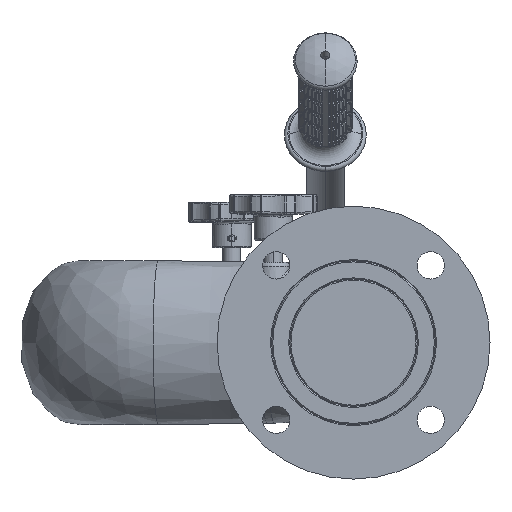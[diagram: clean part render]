
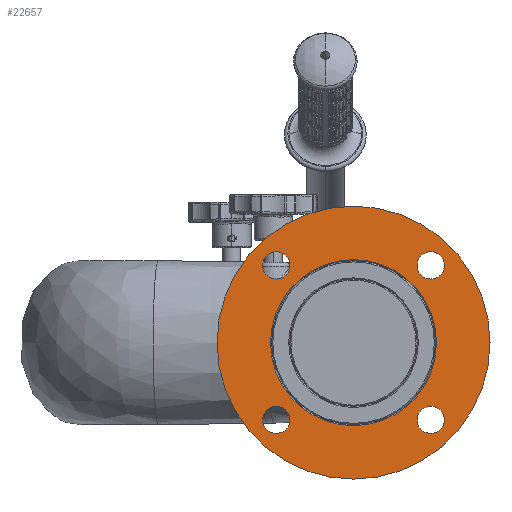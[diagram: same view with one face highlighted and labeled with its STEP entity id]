
A CAD part, front view. The second image highlights one B-rep face of the part: STEP entity #22657.
In plain terms, the highlighted planar face has unit normal (0, -1, 0).
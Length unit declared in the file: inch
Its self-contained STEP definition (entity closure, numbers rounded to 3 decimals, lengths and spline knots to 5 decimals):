
#9390 = CARTESIAN_POINT ( 'NONE',  ( 0., -6.8649, -3.75 ) ) ;
#9391 = CARTESIAN_POINT ( 'NONE',  ( 0., -6.8649, 3.75 ) ) ;
#9394 = CARTESIAN_POINT ( 'NONE',  ( 2.12132, -6.8649, 1.74632 ) ) ;
#9395 = CARTESIAN_POINT ( 'NONE',  ( 2.12132, -6.8649, 2.49632 ) ) ;
#9398 = CARTESIAN_POINT ( 'NONE',  ( -2.12132, -6.8649, 1.74632 ) ) ;
#9399 = CARTESIAN_POINT ( 'NONE',  ( -2.12132, -6.8649, 2.49632 ) ) ;
#9402 = CARTESIAN_POINT ( 'NONE',  ( -2.12132, -6.8649, -2.49632 ) ) ;
#9403 = CARTESIAN_POINT ( 'NONE',  ( -2.12132, -6.8649, -1.74632 ) ) ;
#9406 = CARTESIAN_POINT ( 'NONE',  ( 2.12132, -6.8649, -2.49632 ) ) ;
#9407 = CARTESIAN_POINT ( 'NONE',  ( 2.12132, -6.8649, -1.74632 ) ) ;
#9418 = CARTESIAN_POINT ( 'NONE',  ( 0., -6.8649, 2.281 ) ) ;
#9419 = CARTESIAN_POINT ( 'NONE',  ( 0., -6.8649, -2.281 ) ) ;
#22657 = ADVANCED_FACE ( 'NONE', ( #75761, #75764, #75766, #75768, #75762, #75757 ), #74548, .T. ) ;
#27550 = CIRCLE ( 'NONE', #132696, 3.75 ) ;
#27565 = CIRCLE ( 'NONE', #132702, 0.375 ) ;
#27578 = CIRCLE ( 'NONE', #132708, 0.375 ) ;
#27592 = CIRCLE ( 'NONE', #132716, 0.375 ) ;
#27608 = CIRCLE ( 'NONE', #132723, 0.375 ) ;
#27615 = CIRCLE ( 'NONE', #132720, 2.281 ) ;
#27666 = CIRCLE ( 'NONE', #132755, 0.375 ) ;
#27673 = CIRCLE ( 'NONE', #132758, 3.75 ) ;
#27677 = CIRCLE ( 'NONE', #132761, 0.375 ) ;
#27680 = CIRCLE ( 'NONE', #132765, 2.281 ) ;
#27686 = CIRCLE ( 'NONE', #132771, 0.375 ) ;
#27689 = CIRCLE ( 'NONE', #132774, 0.375 ) ;
#31305 = CARTESIAN_POINT ( 'NONE',  ( 0., -6.8649, 0. ) ) ;
#31311 = DIRECTION ( 'NONE',  ( 0., -1., 0. ) ) ;
#31312 = DIRECTION ( 'NONE',  ( 0., 0., 1. ) ) ;
#31325 = CARTESIAN_POINT ( 'NONE',  ( 2.12132, -6.8649, 2.12132 ) ) ;
#31331 = DIRECTION ( 'NONE',  ( 0., 1., 0. ) ) ;
#31332 = DIRECTION ( 'NONE',  ( 0., 0., 1. ) ) ;
#31345 = CARTESIAN_POINT ( 'NONE',  ( -2.12132, -6.8649, 2.12132 ) ) ;
#31351 = DIRECTION ( 'NONE',  ( 0., 1., 0. ) ) ;
#31352 = DIRECTION ( 'NONE',  ( 0., 0., 1. ) ) ;
#31365 = CARTESIAN_POINT ( 'NONE',  ( -2.12132, -6.8649, -2.12132 ) ) ;
#31371 = DIRECTION ( 'NONE',  ( 0., 1., 0. ) ) ;
#31372 = DIRECTION ( 'NONE',  ( 0., 0., 1. ) ) ;
#31385 = CARTESIAN_POINT ( 'NONE',  ( 2.12132, -6.8649, -2.12132 ) ) ;
#31391 = DIRECTION ( 'NONE',  ( 0., 1., 0. ) ) ;
#31392 = DIRECTION ( 'NONE',  ( 0., 0., 1. ) ) ;
#31398 = CARTESIAN_POINT ( 'NONE',  ( 0., -6.8649, 0. ) ) ;
#31401 = DIRECTION ( 'NONE',  ( 0., -1., 0. ) ) ;
#31402 = DIRECTION ( 'NONE',  ( 0., 0., -1. ) ) ;
#31460 = CARTESIAN_POINT ( 'NONE',  ( -2.12132, -6.8649, 2.12132 ) ) ;
#31479 = CARTESIAN_POINT ( 'NONE',  ( 0., -6.8649, 0. ) ) ;
#31482 = DIRECTION ( 'NONE',  ( 0., 1., 0. ) ) ;
#31483 = DIRECTION ( 'NONE',  ( 0., 0., 1. ) ) ;
#31485 = CARTESIAN_POINT ( 'NONE',  ( 2.12132, -6.8649, 2.12132 ) ) ;
#31491 = CARTESIAN_POINT ( 'NONE',  ( 0., -6.8649, 0. ) ) ;
#31493 = DIRECTION ( 'NONE',  ( 0., -1., 0. ) ) ;
#31495 = DIRECTION ( 'NONE',  ( 0., 0., 1. ) ) ;
#31499 = DIRECTION ( 'NONE',  ( 0., 1., 0. ) ) ;
#31501 = DIRECTION ( 'NONE',  ( 0., 0., 1. ) ) ;
#31503 = CARTESIAN_POINT ( 'NONE',  ( 2.12132, -6.8649, -2.12132 ) ) ;
#31505 = DIRECTION ( 'NONE',  ( 0., -1., 0. ) ) ;
#31507 = DIRECTION ( 'NONE',  ( 0., 0., -1. ) ) ;
#31508 = CARTESIAN_POINT ( 'NONE',  ( -2.12132, -6.8649, -2.12132 ) ) ;
#31516 = DIRECTION ( 'NONE',  ( 0., 1., 0. ) ) ;
#31517 = DIRECTION ( 'NONE',  ( 0., 0., 1. ) ) ;
#31522 = DIRECTION ( 'NONE',  ( 0., 1., 0. ) ) ;
#31523 = DIRECTION ( 'NONE',  ( 0., 0., 1. ) ) ;
#74547 = CARTESIAN_POINT ( 'NONE',  ( 5.3268, -6.8649, 5.27217 ) ) ;
#74548 = PLANE ( 'NONE',  #76027 ) ;
#74550 = DIRECTION ( 'NONE',  ( 0., -1., 0. ) ) ;
#74551 = DIRECTION ( 'NONE',  ( -1., 0., 0. ) ) ;
#75757 = FACE_OUTER_BOUND ( 'NONE', #104720, .T. ) ;
#75761 = FACE_BOUND ( 'NONE', #104710, .T. ) ;
#75762 = FACE_BOUND ( 'NONE', #104719, .T. ) ;
#75764 = FACE_BOUND ( 'NONE', #104716, .T. ) ;
#75766 = FACE_BOUND ( 'NONE', #104717, .T. ) ;
#75768 = FACE_BOUND ( 'NONE', #104718, .T. ) ;
#76027 = AXIS2_PLACEMENT_3D ( 'NONE', #74547, #74550, #74551 ) ;
#104710 = EDGE_LOOP ( 'NONE', ( #146883, #146887 ) ) ;
#104716 = EDGE_LOOP ( 'NONE', ( #146889, #146892 ) ) ;
#104717 = EDGE_LOOP ( 'NONE', ( #146894, #146898 ) ) ;
#104718 = EDGE_LOOP ( 'NONE', ( #146902, #146905 ) ) ;
#104719 = EDGE_LOOP ( 'NONE', ( #146908, #146911 ) ) ;
#104720 = EDGE_LOOP ( 'NONE', ( #146915, #146919 ) ) ;
#132696 = AXIS2_PLACEMENT_3D ( 'NONE', #31305, #31311, #31312 ) ;
#132702 = AXIS2_PLACEMENT_3D ( 'NONE', #31325, #31331, #31332 ) ;
#132708 = AXIS2_PLACEMENT_3D ( 'NONE', #31345, #31351, #31352 ) ;
#132716 = AXIS2_PLACEMENT_3D ( 'NONE', #31365, #31371, #31372 ) ;
#132720 = AXIS2_PLACEMENT_3D ( 'NONE', #31398, #31401, #31402 ) ;
#132723 = AXIS2_PLACEMENT_3D ( 'NONE', #31385, #31391, #31392 ) ;
#132755 = AXIS2_PLACEMENT_3D ( 'NONE', #31460, #31482, #31483 ) ;
#132758 = AXIS2_PLACEMENT_3D ( 'NONE', #31479, #31493, #31495 ) ;
#132761 = AXIS2_PLACEMENT_3D ( 'NONE', #31485, #31499, #31501 ) ;
#132765 = AXIS2_PLACEMENT_3D ( 'NONE', #31491, #31505, #31507 ) ;
#132771 = AXIS2_PLACEMENT_3D ( 'NONE', #31503, #31516, #31517 ) ;
#132774 = AXIS2_PLACEMENT_3D ( 'NONE', #31508, #31522, #31523 ) ;
#143108 = VERTEX_POINT ( 'NONE', #9390 ) ;
#143109 = VERTEX_POINT ( 'NONE', #9391 ) ;
#143112 = VERTEX_POINT ( 'NONE', #9394 ) ;
#143113 = VERTEX_POINT ( 'NONE', #9395 ) ;
#143116 = VERTEX_POINT ( 'NONE', #9398 ) ;
#143117 = VERTEX_POINT ( 'NONE', #9399 ) ;
#143120 = VERTEX_POINT ( 'NONE', #9402 ) ;
#143121 = VERTEX_POINT ( 'NONE', #9403 ) ;
#143124 = VERTEX_POINT ( 'NONE', #9406 ) ;
#143125 = VERTEX_POINT ( 'NONE', #9407 ) ;
#143136 = VERTEX_POINT ( 'NONE', #9418 ) ;
#143137 = VERTEX_POINT ( 'NONE', #9419 ) ;
#146883 = ORIENTED_EDGE ( 'NONE', *, *, #151387, .T. ) ;
#146887 = ORIENTED_EDGE ( 'NONE', *, *, #151363, .T. ) ;
#146889 = ORIENTED_EDGE ( 'NONE', *, *, #151388, .T. ) ;
#146892 = ORIENTED_EDGE ( 'NONE', *, *, #151359, .T. ) ;
#146894 = ORIENTED_EDGE ( 'NONE', *, *, #151381, .T. ) ;
#146898 = ORIENTED_EDGE ( 'NONE', *, *, #151355, .T. ) ;
#146902 = ORIENTED_EDGE ( 'NONE', *, *, #151385, .F. ) ;
#146905 = ORIENTED_EDGE ( 'NONE', *, *, #151365, .F. ) ;
#146908 = ORIENTED_EDGE ( 'NONE', *, *, #151384, .T. ) ;
#146911 = ORIENTED_EDGE ( 'NONE', *, *, #151351, .T. ) ;
#146915 = ORIENTED_EDGE ( 'NONE', *, *, #151383, .T. ) ;
#146919 = ORIENTED_EDGE ( 'NONE', *, *, #151347, .T. ) ;
#151347 = EDGE_CURVE ( 'NONE', #143108, #143109, #27550, .T. ) ;
#151351 = EDGE_CURVE ( 'NONE', #143112, #143113, #27565, .T. ) ;
#151355 = EDGE_CURVE ( 'NONE', #143116, #143117, #27578, .T. ) ;
#151359 = EDGE_CURVE ( 'NONE', #143120, #143121, #27592, .T. ) ;
#151363 = EDGE_CURVE ( 'NONE', #143124, #143125, #27608, .T. ) ;
#151365 = EDGE_CURVE ( 'NONE', #143136, #143137, #27615, .T. ) ;
#151381 = EDGE_CURVE ( 'NONE', #143117, #143116, #27666, .T. ) ;
#151383 = EDGE_CURVE ( 'NONE', #143109, #143108, #27673, .T. ) ;
#151384 = EDGE_CURVE ( 'NONE', #143113, #143112, #27677, .T. ) ;
#151385 = EDGE_CURVE ( 'NONE', #143137, #143136, #27680, .T. ) ;
#151387 = EDGE_CURVE ( 'NONE', #143125, #143124, #27686, .T. ) ;
#151388 = EDGE_CURVE ( 'NONE', #143121, #143120, #27689, .T. ) ;
